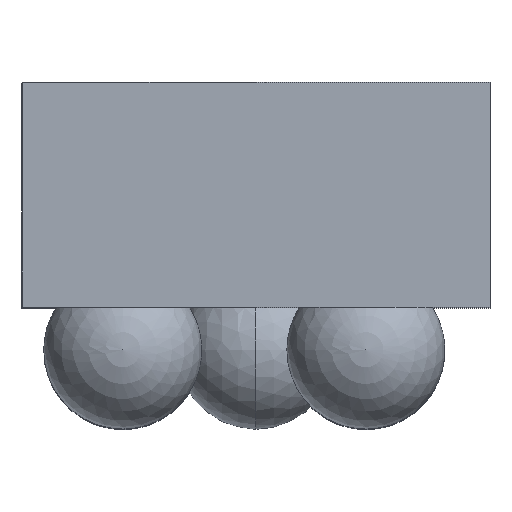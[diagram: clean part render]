
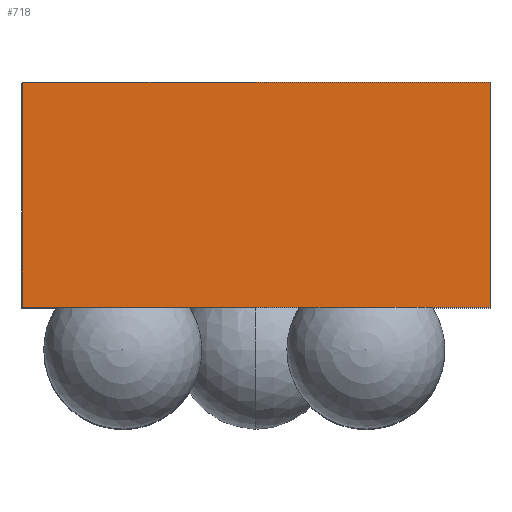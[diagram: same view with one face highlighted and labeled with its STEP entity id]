
A CAD part, top view. The second image highlights one B-rep face of the part: STEP entity #718.
In plain terms, the highlighted planar face has unit normal (0, 0, 1).
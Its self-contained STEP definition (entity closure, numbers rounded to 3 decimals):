
#15 = VERTEX_POINT ( 'NONE', #80 ) ;
#21 = FACE_OUTER_BOUND ( 'NONE', #151, .T. ) ;
#72 = VERTEX_POINT ( 'NONE', #638 ) ;
#80 = CARTESIAN_POINT ( 'NONE',  ( -0.385, 0.37, 0.585 ) ) ;
#95 = CARTESIAN_POINT ( 'NONE',  ( 0.385, 0., 0.585 ) ) ;
#127 = CARTESIAN_POINT ( 'NONE',  ( 0.385, 0.37, 0.585 ) ) ;
#133 = ORIENTED_EDGE ( 'NONE', *, *, #686, .F. ) ;
#147 = DIRECTION ( 'NONE',  ( 1., 0., 0. ) ) ;
#151 = EDGE_LOOP ( 'NONE', ( #303, #517, #133, #640 ) ) ;
#153 = DIRECTION ( 'NONE',  ( 0., 0., -1. ) ) ;
#186 = LINE ( 'NONE', #193, #265 ) ;
#193 = CARTESIAN_POINT ( 'NONE',  ( -0.385, 0., 0.585 ) ) ;
#205 = CARTESIAN_POINT ( 'NONE',  ( -0.385, 0.37, 0.585 ) ) ;
#265 = VECTOR ( 'NONE', #147, 1000. ) ;
#267 = VERTEX_POINT ( 'NONE', #663 ) ;
#280 = AXIS2_PLACEMENT_3D ( 'NONE', #205, #153, #537 ) ;
#303 = ORIENTED_EDGE ( 'NONE', *, *, #581, .T. ) ;
#362 = LINE ( 'NONE', #127, #565 ) ;
#382 = VECTOR ( 'NONE', #688, 1000. ) ;
#391 = VECTOR ( 'NONE', #628, 1000. ) ;
#430 = LINE ( 'NONE', #586, #382 ) ;
#445 = EDGE_CURVE ( 'NONE', #267, #720, #362, .T. ) ;
#448 = CARTESIAN_POINT ( 'NONE',  ( -0.385, 0.37, 0.585 ) ) ;
#517 = ORIENTED_EDGE ( 'NONE', *, *, #445, .F. ) ;
#528 = EDGE_CURVE ( 'NONE', #15, #72, #551, .T. ) ;
#537 = DIRECTION ( 'NONE',  ( -1., 0., 0. ) ) ;
#551 = LINE ( 'NONE', #448, #391 ) ;
#563 = DIRECTION ( 'NONE',  ( 0., -1., 0. ) ) ;
#565 = VECTOR ( 'NONE', #563, 1000. ) ;
#581 = EDGE_CURVE ( 'NONE', #72, #720, #186, .T. ) ;
#586 = CARTESIAN_POINT ( 'NONE',  ( -0.385, 0.37, 0.585 ) ) ;
#593 = PLANE ( 'NONE',  #280 ) ;
#628 = DIRECTION ( 'NONE',  ( 0., -1., 0. ) ) ;
#638 = CARTESIAN_POINT ( 'NONE',  ( -0.385, 0., 0.585 ) ) ;
#640 = ORIENTED_EDGE ( 'NONE', *, *, #528, .T. ) ;
#663 = CARTESIAN_POINT ( 'NONE',  ( 0.385, 0.37, 0.585 ) ) ;
#686 = EDGE_CURVE ( 'NONE', #15, #267, #430, .T. ) ;
#688 = DIRECTION ( 'NONE',  ( 1., 0., 0. ) ) ;
#718 = ADVANCED_FACE ( 'NONE', ( #21 ), #593, .F. ) ;
#720 = VERTEX_POINT ( 'NONE', #95 ) ;
